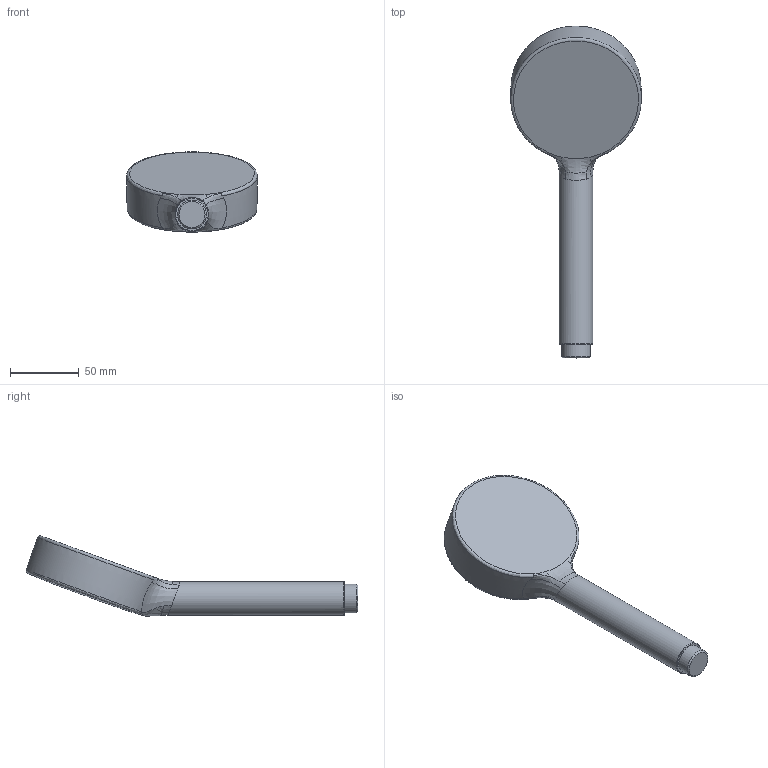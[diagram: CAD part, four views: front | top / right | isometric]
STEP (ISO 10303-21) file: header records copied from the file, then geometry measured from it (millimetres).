
FILE_DESCRIPTION (( 'STEP AP203' ), '1' );
FILE_NAME ('254020(2016)+254021(2016)+44610300+44610400.STEP', '2017-03-09T05:47:19', ( '' ), ( '' ), 'SwSTEP 2.0', 'SolidWorks 2016', '' );
FILE_SCHEMA (( 'CONFIG_CONTROL_DESIGN' ));
Length unit declared in the file: millimetre
Products named in the file (1): 254020(2016)+254021(2016)+44610300+44610400
Bounding box: 94.96 x 241.44 x 58.41 mm (x, y, z)
Volume: 277694.5 mm3; surface area: 33375.7 mm2
Topology: 1 solids, 1 shells, 26 faces, 80 edges, 56 vertices
Faces by surface type: bspline 16, plane 3, torus 3, cylinder 3, cone 1
Full cylindrical faces by diameter (mm): 21 x1
Entity records: 6554 total; most frequent: CARTESIAN_POINT 5979, ORIENTED_EDGE 142, EDGE_CURVE 71, B_SPLINE_CURVE_WITH_KNOTS 64, VERTEX_POINT 52, DIRECTION 34, EDGE_LOOP 29, FACE_OUTER_BOUND 27
